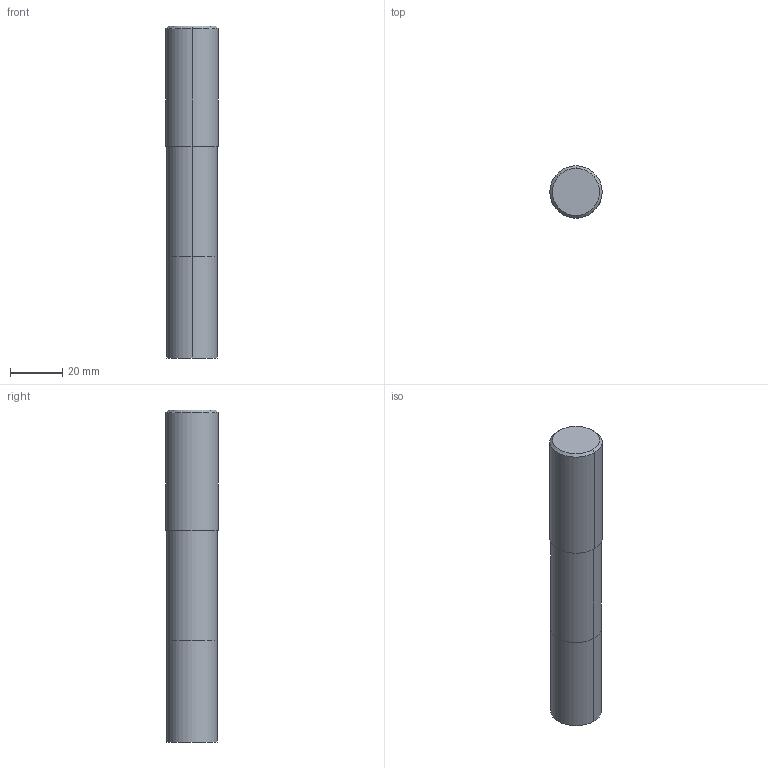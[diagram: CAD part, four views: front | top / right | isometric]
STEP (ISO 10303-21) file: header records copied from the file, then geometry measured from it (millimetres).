
FILE_DESCRIPTION(/* description */ (''),/* implementation_level */ '2;1');
FILE_NAME(/* name */ 'MFE1945X02S200.stp',/* time_stamp */ '2023-03-06T16:46:17+09:00',/* author */ (''),/* organization */ (''),/* preprocessor_version */ 'ST-DEVELOPER v16',/* originating_system */ 'SIEMENS PLM Software NX 10.0',/* authorisation */ '');
FILE_SCHEMA (('AUTOMOTIVE_DESIGN { 1 0 10303 214 3 1 1 1 }'));
Length unit declared in the file: millimetre
Products named in the file (1): MFE1945X02S200_ASM
Bounding box: 20 x 20 x 127 mm (x, y, z)
Volume: 38480.1 mm3; surface area: 9023.2 mm2
Topology: 2 solids, 2 shells, 13 faces, 26 edges, 23 vertices
Faces by surface type: cylinder 6, plane 5, cone 2
Entity records: 474 total; most frequent: DIRECTION 88, CARTESIAN_POINT 65, ORIENTED_EDGE 44, AXIS2_PLACEMENT_3D 38, EDGE_CURVE 22, STYLED_ITEM 17, PRESENTATION_STYLE_ASSIGNMENT 17, EDGE_LOOP 14
